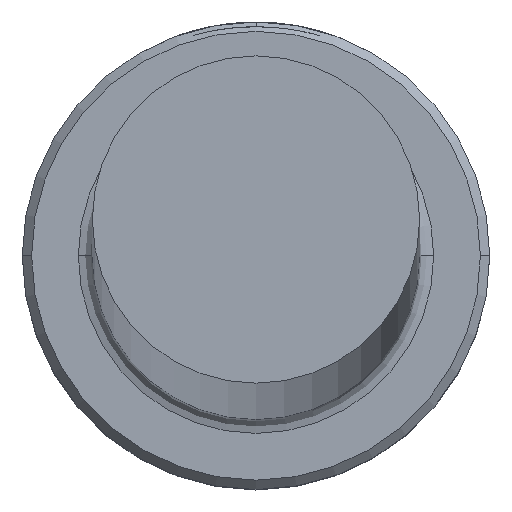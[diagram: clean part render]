
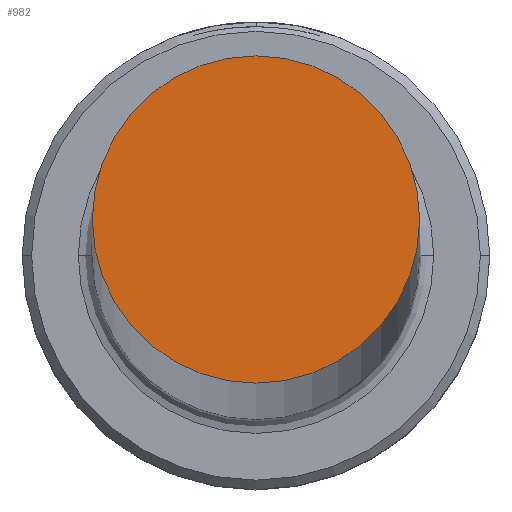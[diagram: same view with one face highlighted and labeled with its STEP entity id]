
A CAD part, top view. The second image highlights one B-rep face of the part: STEP entity #982.
In plain terms, the highlighted planar face has unit normal (0, 0, 1).
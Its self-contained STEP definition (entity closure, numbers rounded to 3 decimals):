
#46 = CARTESIAN_POINT ( 'NONE',  ( 0., 0., 450. ) ) ;
#104 = CIRCLE ( 'NONE', #452, 3.5 ) ;
#143 = DIRECTION ( 'NONE',  ( 1., 0., 0. ) ) ;
#159 = VERTEX_POINT ( 'NONE', #344 ) ;
#254 = CIRCLE ( 'NONE', #1094, 3.5 ) ;
#344 = CARTESIAN_POINT ( 'NONE',  ( -3.5, 0., 450. ) ) ;
#382 = EDGE_CURVE ( 'NONE', #989, #159, #254, .T. ) ;
#421 = EDGE_LOOP ( 'NONE', ( #525, #1088 ) ) ;
#451 = DIRECTION ( 'NONE',  ( 1., 0., 0. ) ) ;
#452 = AXIS2_PLACEMENT_3D ( 'NONE', #46, #688, #143 ) ;
#525 = ORIENTED_EDGE ( 'NONE', *, *, #760, .T. ) ;
#631 = CARTESIAN_POINT ( 'NONE',  ( 0., 0., 450. ) ) ;
#688 = DIRECTION ( 'NONE',  ( 0., 0., 1. ) ) ;
#695 = AXIS2_PLACEMENT_3D ( 'NONE', #631, #986, #451 ) ;
#723 = CARTESIAN_POINT ( 'NONE',  ( 3.5, 0., 450. ) ) ;
#735 = DIRECTION ( 'NONE',  ( 1., 0., 0. ) ) ;
#760 = EDGE_CURVE ( 'NONE', #159, #989, #104, .T. ) ;
#807 = FACE_OUTER_BOUND ( 'NONE', #421, .T. ) ;
#824 = DIRECTION ( 'NONE',  ( 0., 0., 1. ) ) ;
#893 = PLANE ( 'NONE',  #695 ) ;
#910 = CARTESIAN_POINT ( 'NONE',  ( 0., 0., 450. ) ) ;
#982 = ADVANCED_FACE ( 'NONE', ( #807 ), #893, .T. ) ;
#986 = DIRECTION ( 'NONE',  ( 0., 0., 1. ) ) ;
#989 = VERTEX_POINT ( 'NONE', #723 ) ;
#1088 = ORIENTED_EDGE ( 'NONE', *, *, #382, .T. ) ;
#1094 = AXIS2_PLACEMENT_3D ( 'NONE', #910, #824, #735 ) ;
